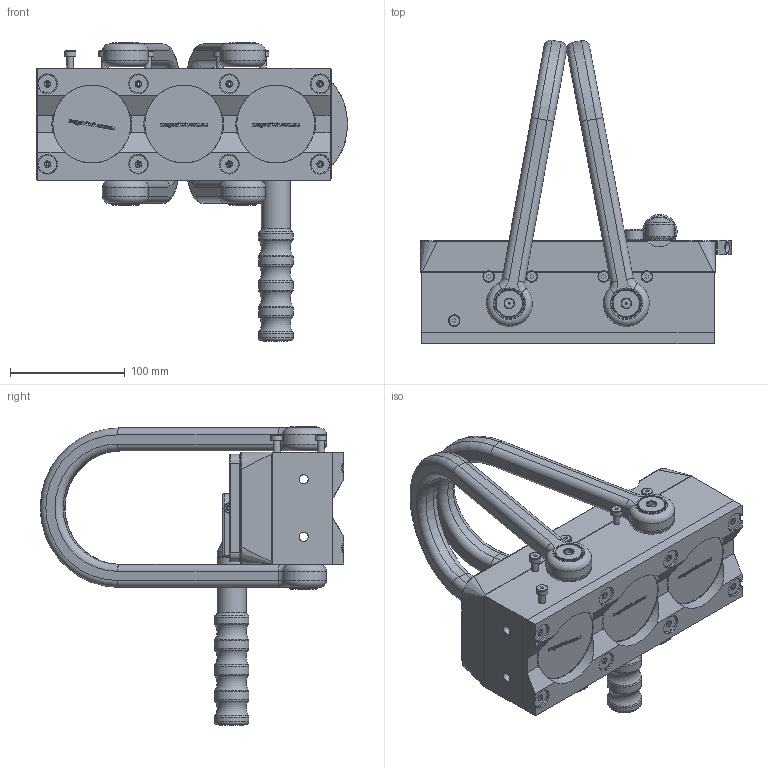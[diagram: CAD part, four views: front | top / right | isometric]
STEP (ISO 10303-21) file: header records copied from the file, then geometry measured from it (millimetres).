
FILE_DESCRIPTION(/* description */ (''),/* implementation_level */ '2;1');
FILE_NAME(/* name */ 'MS-8100403.stp',/* time_stamp */ '2013-12-11T10:49:45+01:00',/* author */ ('bs'),/* organization */ (''),/* preprocessor_version */ 'ST-DEVELOPER v15.2',/* originating_system */ 'Autodesk Inventor 2014',/* authorisation */ '');
FILE_SCHEMA (('AUTOMOTIVE_DESIGN { 1 0 10303 214 3 1 1 }'));
Products named in the file (1): MS-8100403
Bounding box: 271.26 x 264.62 x 260.09 mm (x, y, z)
Volume: 1768.3 mm3; surface area: 280205.6 mm2
Topology: 14 solids, 344 shells, 1465 faces, 6972 edges, 5735 vertices
Faces by surface type: plane 904, bspline 189, cylinder 170, cone 133, torus 67, sphere 2
Full cylindrical faces by diameter (mm): 3.2 x2, 4.2 x1, 6 x5, 8 x4, 9 x1, 10 x7, 13 x5, 16 x5, 17.3 x4, 20 x1, 22.225 x1, 23.812 x1, 25 x4, 25.4 x1, 30.163 x5, 68 x3
Entity records: 86171 total; most frequent: CARTESIAN_POINT 32525, DIRECTION 9521, ORIENTED_EDGE 8930, EDGE_CURVE 6836, VERTEX_POINT 5716, LINE 5353, VECTOR 5353, AXIS2_PLACEMENT_3D 2084
